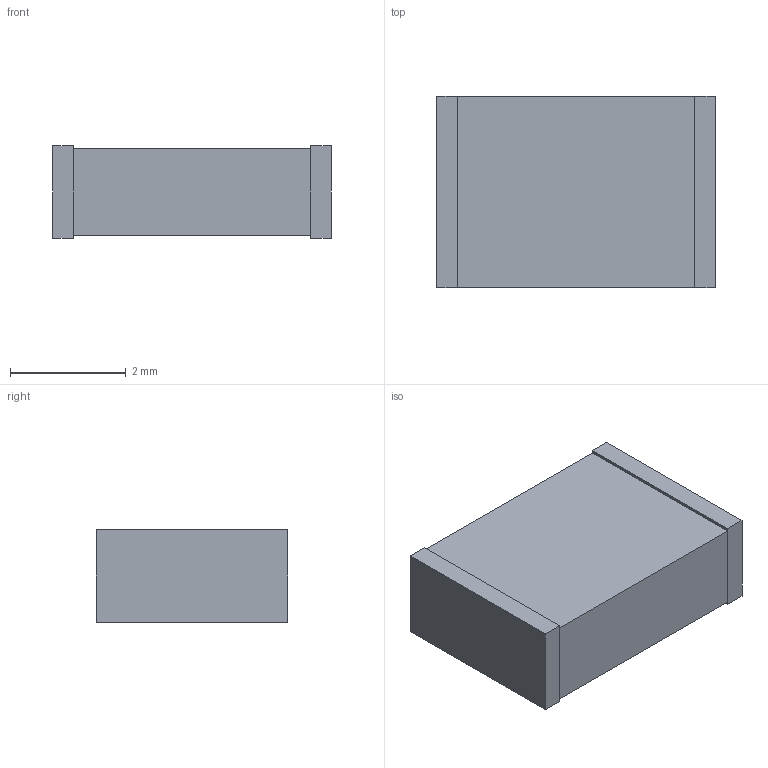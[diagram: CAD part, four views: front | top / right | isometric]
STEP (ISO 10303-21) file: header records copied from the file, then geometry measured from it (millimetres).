
FILE_DESCRIPTION((''),'2;1');
FILE_NAME('CAPC4833X160N.stp','2011-06-22T16:25:14',(''),(''),'Mechanical Desktop 2011','Mechanical Desktop 2011',', , ');
FILE_SCHEMA(('AUTOMOTIVE_DESIGN { 1 2 10303 214 1 1 1 1 }'));
Length unit declared in the file: millimetre
Products named in the file (1): Product
Bounding box: 4.8 x 3.3 x 1.6 mm (x, y, z)
Volume: 24 mm3; surface area: 77.2 mm2
Topology: 3 solids, 3 shells, 18 faces, 38 edges, 28 vertices
Faces by surface type: plane 14, bspline 4
Entity records: 532 total; most frequent: CARTESIAN_POINT 95, ORIENTED_EDGE 72, DIRECTION 68, VECTOR 38, LINE 38, EDGE_CURVE 36, VERTEX_POINT 24, EDGE_LOOP 18
